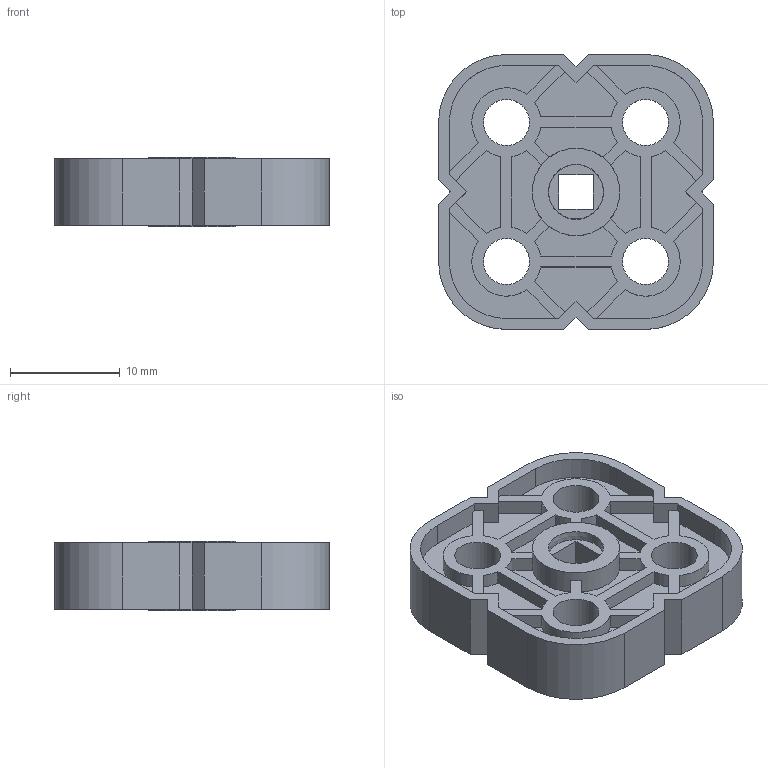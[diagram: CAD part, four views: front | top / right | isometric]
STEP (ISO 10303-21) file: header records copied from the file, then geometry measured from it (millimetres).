
FILE_DESCRIPTION (( 'STEP AP214' ), '1' );
FILE_NAME ('228-2500-140.STEP', '2014-03-06T18:49:50', ( '' ), ( '' ), 'SwSTEP 2.0', 'SolidWorks 2013', '' );
FILE_SCHEMA (( 'AUTOMOTIVE_DESIGN' ));
Length unit declared in the file: millimetre
Products named in the file (1): 228-2500-140
Bounding box: 25.1 x 25.1 x 6.35 mm (x, y, z)
Volume: 1926.7 mm3; surface area: 2872.9 mm2
Topology: 1 solids, 1 shells, 220 faces, 636 edges, 424 vertices
Faces by surface type: plane 148, cylinder 68, cone 4
Entity records: 7294 total; most frequent: CARTESIAN_POINT 1281, ORIENTED_EDGE 1272, DIRECTION 1238, EDGE_CURVE 636, VECTOR 476, LINE 476, VERTEX_POINT 424, AXIS2_PLACEMENT_3D 381
